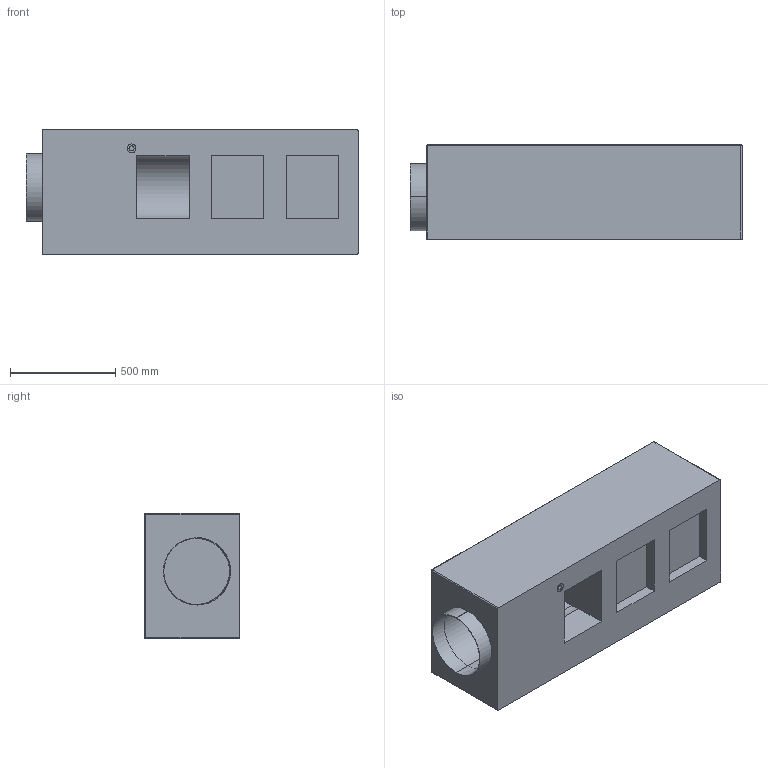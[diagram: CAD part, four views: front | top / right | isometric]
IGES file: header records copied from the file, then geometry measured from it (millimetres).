
Global section: file name: Topbox-R; native system: AutoCAD 2021 - Deutsch (German); preprocessor: Autodesk Translation Framework DWG producer (atf_dwg_producer); organization: unknown; date: 20220714.141258; units: millimetre
Bounding box: 1578 x 448 x 596.5 mm (x, y, z)
Volume: 331825687 mm3; surface area: 4736161.8 mm2
Topology: 1 solids, 1 shells, 933 faces, 2473 edges, 1642 vertices
Faces by surface type: bspline 933
